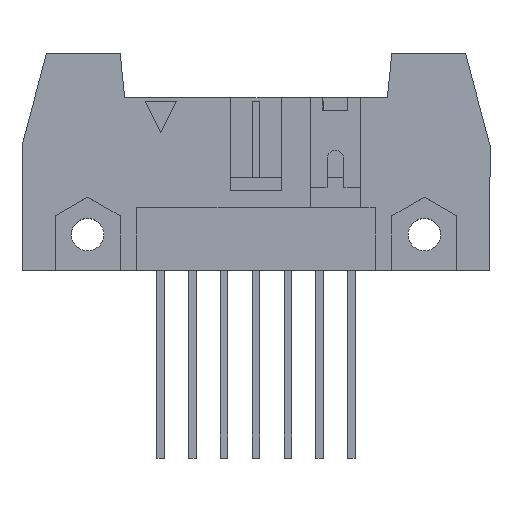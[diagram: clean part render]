
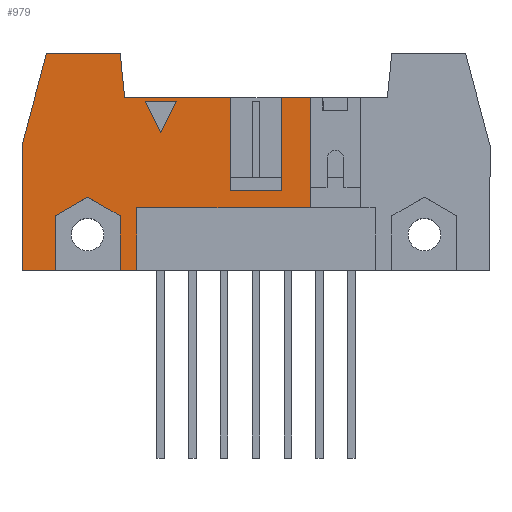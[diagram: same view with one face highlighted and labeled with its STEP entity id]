
A CAD part, top view. The second image highlights one B-rep face of the part: STEP entity #979.
In plain terms, the highlighted planar face has unit normal (0, 0, 1).
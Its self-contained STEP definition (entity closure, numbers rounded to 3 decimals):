
#738=FACE_BOUND('',#1690,.T.);
#739=FACE_BOUND('',#1691,.T.);
#979=ADVANCED_FACE('',(#738,#739),#1209,.T.);
#1209=PLANE('',#5359);
#1690=EDGE_LOOP('',(#2678,#2679,#2680));
#1691=EDGE_LOOP('',(#2681,#2682,#2683,#2684,#2685,#2686,#2687,#2688,#2689,
#2690,#2691,#2692,#2693,#2694,#2695,#2696,#2697,#2698));
#2678=ORIENTED_EDGE('',*,*,#3657,.T.);
#2679=ORIENTED_EDGE('',*,*,#3650,.T.);
#2680=ORIENTED_EDGE('',*,*,#3654,.T.);
#2681=ORIENTED_EDGE('',*,*,#3904,.T.);
#2682=ORIENTED_EDGE('',*,*,#3902,.F.);
#2683=ORIENTED_EDGE('',*,*,#3771,.T.);
#2684=ORIENTED_EDGE('',*,*,#3776,.T.);
#2685=ORIENTED_EDGE('',*,*,#3782,.T.);
#2686=ORIENTED_EDGE('',*,*,#3780,.F.);
#2687=ORIENTED_EDGE('',*,*,#3788,.F.);
#2688=ORIENTED_EDGE('',*,*,#3791,.F.);
#2689=ORIENTED_EDGE('',*,*,#3825,.F.);
#2690=ORIENTED_EDGE('',*,*,#3838,.F.);
#2691=ORIENTED_EDGE('',*,*,#3865,.F.);
#2692=ORIENTED_EDGE('',*,*,#3729,.T.);
#2693=ORIENTED_EDGE('',*,*,#3732,.T.);
#2694=ORIENTED_EDGE('',*,*,#3735,.T.);
#2695=ORIENTED_EDGE('',*,*,#3738,.T.);
#2696=ORIENTED_EDGE('',*,*,#3864,.F.);
#2697=ORIENTED_EDGE('',*,*,#3905,.T.);
#2698=ORIENTED_EDGE('',*,*,#3906,.T.);
#3151=VERTEX_POINT('',#7109);
#3152=VERTEX_POINT('',#7111);
#3154=VERTEX_POINT('',#7117);
#3203=VERTEX_POINT('',#7269);
#3205=VERTEX_POINT('',#7273);
#3207=VERTEX_POINT('',#7279);
#3209=VERTEX_POINT('',#7285);
#3211=VERTEX_POINT('',#7291);
#3238=VERTEX_POINT('',#7363);
#3239=VERTEX_POINT('',#7365);
#3242=VERTEX_POINT('',#7373);
#3243=VERTEX_POINT('',#7377);
#3246=VERTEX_POINT('',#7382);
#3249=VERTEX_POINT('',#7396);
#3251=VERTEX_POINT('',#7402);
#3273=VERTEX_POINT('',#7470);
#3283=VERTEX_POINT('',#7496);
#3301=VERTEX_POINT('',#7546);
#3326=VERTEX_POINT('',#7621);
#3327=VERTEX_POINT('',#7625);
#3328=VERTEX_POINT('',#7627);
#3650=EDGE_CURVE('',#3152,#3151,#4257,.T.);
#3654=EDGE_CURVE('',#3151,#3154,#4261,.T.);
#3657=EDGE_CURVE('',#3154,#3152,#4264,.T.);
#3729=EDGE_CURVE('',#3203,#3205,#4333,.T.);
#3732=EDGE_CURVE('',#3205,#3207,#4336,.T.);
#3735=EDGE_CURVE('',#3207,#3209,#4339,.T.);
#3738=EDGE_CURVE('',#3209,#3211,#4342,.T.);
#3771=EDGE_CURVE('',#3239,#3238,#4371,.T.);
#3776=EDGE_CURVE('',#3238,#3242,#4376,.T.);
#3780=EDGE_CURVE('',#3246,#3243,#4380,.T.);
#3782=EDGE_CURVE('',#3242,#3243,#4382,.T.);
#3788=EDGE_CURVE('',#3249,#3246,#4388,.T.);
#3791=EDGE_CURVE('',#3251,#3249,#4391,.T.);
#3825=EDGE_CURVE('',#3273,#3251,#4419,.T.);
#3838=EDGE_CURVE('',#3283,#3273,#4432,.T.);
#3864=EDGE_CURVE('',#3301,#3211,#4457,.T.);
#3865=EDGE_CURVE('',#3203,#3283,#4458,.T.);
#3902=EDGE_CURVE('',#3239,#3326,#4493,.T.);
#3904=EDGE_CURVE('',#3327,#3326,#4495,.T.);
#3905=EDGE_CURVE('',#3301,#3328,#4496,.T.);
#3906=EDGE_CURVE('',#3328,#3327,#4497,.T.);
#4257=LINE('',#7110,#4846);
#4261=LINE('',#7119,#4850);
#4264=LINE('',#7124,#4853);
#4333=LINE('',#7274,#4922);
#4336=LINE('',#7280,#4925);
#4339=LINE('',#7286,#4928);
#4342=LINE('',#7292,#4931);
#4371=LINE('',#7364,#4960);
#4376=LINE('',#7374,#4965);
#4380=LINE('',#7383,#4969);
#4382=LINE('',#7387,#4971);
#4388=LINE('',#7397,#4977);
#4391=LINE('',#7403,#4980);
#4419=LINE('',#7471,#5008);
#4432=LINE('',#7497,#5021);
#4457=LINE('',#7547,#5046);
#4458=LINE('',#7548,#5047);
#4493=LINE('',#7620,#5082);
#4495=LINE('',#7624,#5084);
#4496=LINE('',#7626,#5085);
#4497=LINE('',#7628,#5086);
#4846=VECTOR('',#5932,1.);
#4850=VECTOR('',#5938,1.);
#4853=VECTOR('',#5945,1.);
#4922=VECTOR('',#6076,1.);
#4925=VECTOR('',#6081,1.);
#4928=VECTOR('',#6086,1.);
#4931=VECTOR('',#6091,1.);
#4960=VECTOR('',#6152,1.);
#4965=VECTOR('',#6159,1.);
#4969=VECTOR('',#6165,1.);
#4971=VECTOR('',#6169,1.);
#4977=VECTOR('',#6179,1.);
#4980=VECTOR('',#6184,1.);
#5008=VECTOR('',#6248,1.);
#5021=VECTOR('',#6267,1.);
#5046=VECTOR('',#6306,1.);
#5047=VECTOR('',#6307,1.);
#5082=VECTOR('',#6368,1.);
#5084=VECTOR('',#6372,1.);
#5085=VECTOR('',#6373,1.);
#5086=VECTOR('',#6374,1.);
#5359=AXIS2_PLACEMENT_3D('',#7629,#6375,#6376);
#5932=DIRECTION('',(-0.447,-0.894,0.));
#5938=DIRECTION('',(-0.447,0.894,0.));
#5945=DIRECTION('',(1.,0.,0.));
#6076=DIRECTION('',(0.,1.,0.));
#6081=DIRECTION('',(0.866,0.5,0.));
#6086=DIRECTION('',(0.866,-0.5,0.));
#6091=DIRECTION('',(0.,-1.,0.));
#6152=DIRECTION('',(0.,-1.,0.));
#6159=DIRECTION('',(-1.,0.,0.));
#6165=DIRECTION('',(1.,0.,0.));
#6169=DIRECTION('',(0.,1.,0.));
#6179=DIRECTION('',(0.103,-0.995,0.));
#6184=DIRECTION('',(1.,0.,0.));
#6248=DIRECTION('',(0.259,0.966,0.));
#6267=DIRECTION('',(0.,1.,0.));
#6306=DIRECTION('',(-1.,0.,0.));
#6307=DIRECTION('',(-1.,0.,0.));
#6368=DIRECTION('',(1.,0.,0.));
#6372=DIRECTION('',(0.,1.,0.));
#6373=DIRECTION('',(0.,1.,0.));
#6374=DIRECTION('',(1.,0.,0.));
#6375=DIRECTION('',(0.,0.,1.));
#6376=DIRECTION('',(1.,0.,0.));
#7109=CARTESIAN_POINT('',(-20.493,13.59,8.5));
#7110=CARTESIAN_POINT('',(-19.243,16.09,8.5));
#7111=CARTESIAN_POINT('',(-19.243,16.09,8.5));
#7117=CARTESIAN_POINT('',(-21.743,16.09,8.5));
#7119=CARTESIAN_POINT('',(-20.493,13.59,8.5));
#7124=CARTESIAN_POINT('',(-21.743,16.09,8.5));
#7269=CARTESIAN_POINT('',(-28.933,2.59,8.5));
#7273=CARTESIAN_POINT('',(-28.933,6.945,8.5));
#7274=CARTESIAN_POINT('',(-28.933,2.59,8.5));
#7279=CARTESIAN_POINT('',(-26.333,8.446,8.5));
#7280=CARTESIAN_POINT('',(-28.933,6.945,8.5));
#7285=CARTESIAN_POINT('',(-23.733,6.945,8.5));
#7286=CARTESIAN_POINT('',(-26.333,8.446,8.5));
#7291=CARTESIAN_POINT('',(-23.733,2.59,8.5));
#7292=CARTESIAN_POINT('',(-23.733,6.945,8.5));
#7363=CARTESIAN_POINT('',(-10.823,8.99,8.5));
#7364=CARTESIAN_POINT('',(-10.823,16.39,8.5));
#7365=CARTESIAN_POINT('',(-10.823,16.39,8.5));
#7373=CARTESIAN_POINT('',(-14.923,8.99,8.5));
#7374=CARTESIAN_POINT('',(-10.823,8.99,8.5));
#7377=CARTESIAN_POINT('',(-14.923,16.39,8.5));
#7382=CARTESIAN_POINT('',(-23.364,16.39,8.5));
#7383=CARTESIAN_POINT('',(-23.364,16.39,8.5));
#7387=CARTESIAN_POINT('',(-14.923,8.99,8.5));
#7396=CARTESIAN_POINT('',(-23.728,19.89,8.5));
#7397=CARTESIAN_POINT('',(-23.728,19.89,8.5));
#7402=CARTESIAN_POINT('',(-29.617,19.89,8.5));
#7403=CARTESIAN_POINT('',(-29.617,19.89,8.5));
#7470=CARTESIAN_POINT('',(-31.573,12.59,8.5));
#7471=CARTESIAN_POINT('',(-31.573,12.59,8.5));
#7496=CARTESIAN_POINT('',(-31.573,2.59,8.5));
#7497=CARTESIAN_POINT('',(-31.573,2.59,8.5));
#7546=CARTESIAN_POINT('',(-22.413,2.59,8.5));
#7547=CARTESIAN_POINT('',(-22.413,2.59,8.5));
#7548=CARTESIAN_POINT('',(-28.933,2.59,8.5));
#7620=CARTESIAN_POINT('',(-10.823,16.39,8.5));
#7621=CARTESIAN_POINT('',(-8.523,16.39,8.5));
#7624=CARTESIAN_POINT('',(-8.523,7.59,8.5));
#7625=CARTESIAN_POINT('',(-8.523,7.59,8.5));
#7626=CARTESIAN_POINT('',(-22.413,2.59,8.5));
#7627=CARTESIAN_POINT('',(-22.413,7.59,8.5));
#7628=CARTESIAN_POINT('',(-22.413,7.59,8.5));
#7629=CARTESIAN_POINT('',(-33.443,1.725,8.5));
